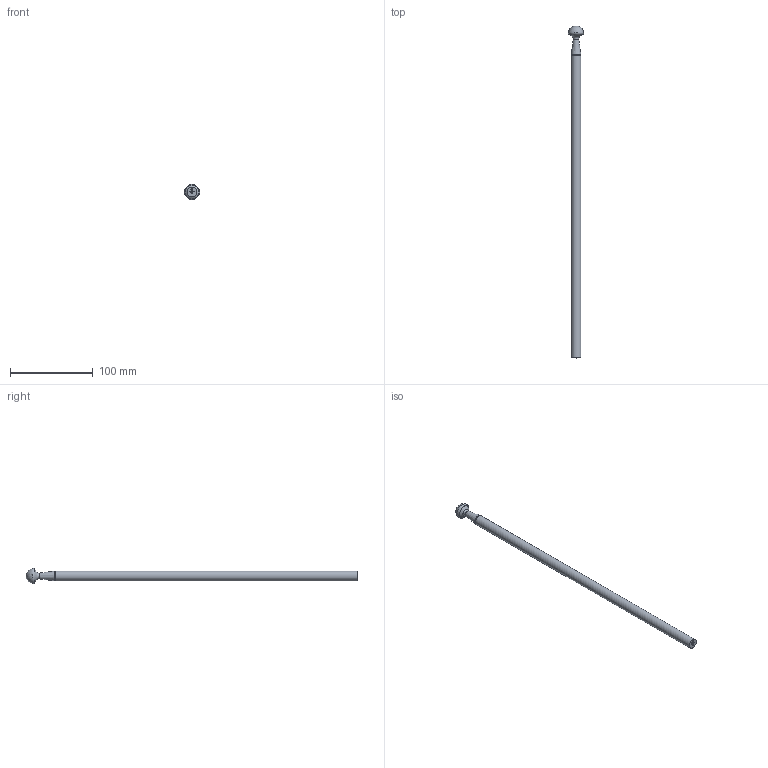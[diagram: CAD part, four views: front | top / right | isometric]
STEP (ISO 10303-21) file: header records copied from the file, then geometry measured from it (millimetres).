
FILE_DESCRIPTION (( 'STEP AP203' ), '1' );
FILE_NAME ('1696.STEP', '2022-04-25T11:12:01', ( '' ), ( '' ), 'SwSTEP 2.0', 'SolidWorks 2018', '' );
FILE_SCHEMA (( 'CONFIG_CONTROL_DESIGN' ));
Length unit declared in the file: millimetre
Products named in the file (1): 1696
Bounding box: 18.49 x 400 x 18.49 mm (x, y, z)
Volume: 45051.5 mm3; surface area: 15327.4 mm2
Topology: 1 solids, 1 shells, 213 faces, 573 edges, 381 vertices
Faces by surface type: plane 111, bspline 95, torus 3, cone 2, cylinder 1, sphere 1
Full cylindrical faces by diameter (mm): 12 x1
Entity records: 10773 total; most frequent: CARTESIAN_POINT 6037, ORIENTED_EDGE 1130, DIRECTION 620, EDGE_CURVE 565, VERTEX_POINT 379, VECTOR 368, LINE 368, EDGE_LOOP 238
